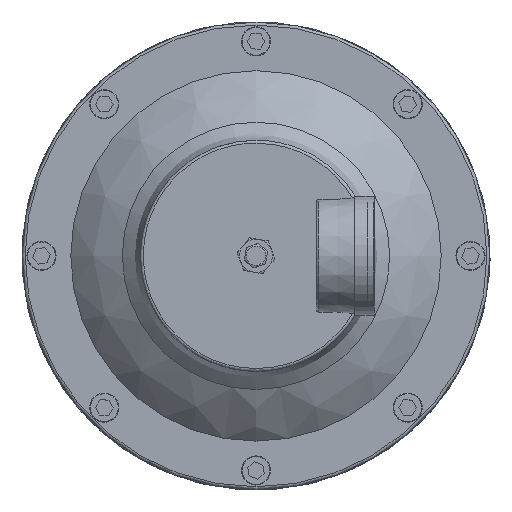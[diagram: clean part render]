
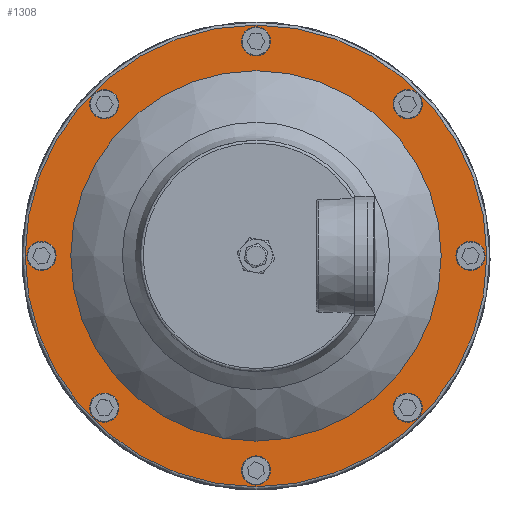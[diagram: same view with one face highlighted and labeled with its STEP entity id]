
A CAD part, top view. The second image highlights one B-rep face of the part: STEP entity #1308.
In plain terms, the highlighted planar face has unit normal (0, 0, 1).
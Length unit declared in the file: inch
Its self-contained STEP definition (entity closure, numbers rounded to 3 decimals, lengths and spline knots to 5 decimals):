
#1193=CARTESIAN_POINT('',(0.,-1.5905,11.1714));
#1194=DIRECTION('',(0.0,0.0,1.0));
#1195=DIRECTION('',(1.0,0.0,0.0));
#1196=AXIS2_PLACEMENT_3D('',#1193,#1194,#1195);
#1197=PLANE('',#1196);
#1198=CARTESIAN_POINT('',(0.,-3.965,11.1714));
#1199=VERTEX_POINT('',#1198);
#1200=CARTESIAN_POINT('',(0.,0.,11.1714));
#1201=DIRECTION('',(0.0,0.0,-1.0));
#1202=DIRECTION('',(0.0,1.0,0.0));
#1203=AXIS2_PLACEMENT_3D('',#1200,#1201,#1202);
#1204=CIRCLE('',#1203,3.965);
#1205=EDGE_CURVE('',#1199,#1199,#1204,.T.);
#1206=ORIENTED_EDGE('',*,*,#1205,.F.);
#1207=EDGE_LOOP('',(#1206));
#1208=FACE_OUTER_BOUND('',#1207,.T.);
#1209=CARTESIAN_POINT('',(-0.25,3.68602,11.1714));
#1210=VERTEX_POINT('',#1209);
#1211=CARTESIAN_POINT('',(0.,3.685,11.1714));
#1212=DIRECTION('',(0.0,0.0,1.));
#1213=DIRECTION('',(1.,-0.004,0.0));
#1214=AXIS2_PLACEMENT_3D('',#1211,#1212,#1213);
#1215=CIRCLE('',#1214,0.25);
#1216=EDGE_CURVE('',#1210,#1210,#1215,.T.);
#1217=ORIENTED_EDGE('',*,*,#1216,.F.);
#1218=EDGE_LOOP('',(#1217));
#1219=FACE_BOUND('',#1218,.T.);
#1220=CARTESIAN_POINT('',(2.51258,2.8377,11.1714));
#1221=VERTEX_POINT('',#1220);
#1222=CARTESIAN_POINT('',(2.60569,2.60569,11.1714));
#1223=DIRECTION('',(0.0,0.0,1.0));
#1224=DIRECTION('',(0.372,-0.928,0.0));
#1225=AXIS2_PLACEMENT_3D('',#1222,#1223,#1224);
#1226=CIRCLE('',#1225,0.25);
#1227=EDGE_CURVE('',#1221,#1221,#1226,.T.);
#1228=ORIENTED_EDGE('',*,*,#1227,.F.);
#1229=EDGE_LOOP('',(#1228));
#1230=FACE_BOUND('',#1229,.T.);
#1231=CARTESIAN_POINT('',(-2.73065,2.38916,11.1714));
#1232=VERTEX_POINT('',#1231);
#1233=CARTESIAN_POINT('',(-2.60569,2.60569,11.1714));
#1234=DIRECTION('',(0.0,0.0,1.));
#1235=DIRECTION('',(0.5,0.866,0.0));
#1236=AXIS2_PLACEMENT_3D('',#1233,#1234,#1235);
#1237=CIRCLE('',#1236,0.25);
#1238=EDGE_CURVE('',#1232,#1232,#1237,.T.);
#1239=ORIENTED_EDGE('',*,*,#1238,.F.);
#1240=EDGE_LOOP('',(#1239));
#1241=FACE_BOUND('',#1240,.T.);
#1242=CARTESIAN_POINT('',(-3.4386,0.04226,11.1714));
#1243=VERTEX_POINT('',#1242);
#1244=CARTESIAN_POINT('',(-3.685,0.,11.1714));
#1245=DIRECTION('',(0.0,0.0,1.0));
#1246=DIRECTION('',(-0.986,-0.169,0.0));
#1247=AXIS2_PLACEMENT_3D('',#1244,#1245,#1246);
#1248=CIRCLE('',#1247,0.25);
#1249=EDGE_CURVE('',#1243,#1243,#1248,.T.);
#1250=ORIENTED_EDGE('',*,*,#1249,.F.);
#1251=EDGE_LOOP('',(#1250));
#1252=FACE_BOUND('',#1251,.T.);
#1253=CARTESIAN_POINT('',(-2.85548,-2.59558,11.1714));
#1254=VERTEX_POINT('',#1253);
#1255=CARTESIAN_POINT('',(-2.60569,-2.60569,11.1714));
#1256=DIRECTION('',(0.0,0.0,1.));
#1257=DIRECTION('',(0.999,-0.04,0.0));
#1258=AXIS2_PLACEMENT_3D('',#1255,#1256,#1257);
#1259=CIRCLE('',#1258,0.25);
#1260=EDGE_CURVE('',#1254,#1254,#1259,.T.);
#1261=ORIENTED_EDGE('',*,*,#1260,.F.);
#1262=EDGE_LOOP('',(#1261));
#1263=FACE_BOUND('',#1262,.T.);
#1264=CARTESIAN_POINT('',(3.60071,-0.23536,11.1714));
#1265=VERTEX_POINT('',#1264);
#1266=CARTESIAN_POINT('',(3.685,0.,11.1714));
#1267=DIRECTION('',(0.0,0.0,1.));
#1268=DIRECTION('',(0.337,0.941,0.0));
#1269=AXIS2_PLACEMENT_3D('',#1266,#1267,#1268);
#1270=CIRCLE('',#1269,0.25);
#1271=EDGE_CURVE('',#1265,#1265,#1270,.T.);
#1272=ORIENTED_EDGE('',*,*,#1271,.F.);
#1273=EDGE_LOOP('',(#1272));
#1274=FACE_BOUND('',#1273,.T.);
#1275=CARTESIAN_POINT('',(2.85554,-2.61418,11.1714));
#1276=VERTEX_POINT('',#1275);
#1277=CARTESIAN_POINT('',(2.60569,-2.60569,11.1714));
#1278=DIRECTION('',(0.0,0.0,1.0));
#1279=DIRECTION('',(-0.999,0.034,0.0));
#1280=AXIS2_PLACEMENT_3D('',#1277,#1278,#1279);
#1281=CIRCLE('',#1280,0.25);
#1282=EDGE_CURVE('',#1276,#1276,#1281,.T.);
#1283=ORIENTED_EDGE('',*,*,#1282,.F.);
#1284=EDGE_LOOP('',(#1283));
#1285=FACE_BOUND('',#1284,.T.);
#1286=CARTESIAN_POINT('',(0.03441,-3.93262,11.1714));
#1287=VERTEX_POINT('',#1286);
#1288=CARTESIAN_POINT('',(0.,-3.685,11.1714));
#1289=DIRECTION('',(0.0,0.0,1.));
#1290=DIRECTION('',(-0.138,0.99,0.0));
#1291=AXIS2_PLACEMENT_3D('',#1288,#1289,#1290);
#1292=CIRCLE('',#1291,0.25);
#1293=EDGE_CURVE('',#1287,#1287,#1292,.T.);
#1294=ORIENTED_EDGE('',*,*,#1293,.F.);
#1295=EDGE_LOOP('',(#1294));
#1296=FACE_BOUND('',#1295,.T.);
#1297=CARTESIAN_POINT('',(0.,-3.181,11.1714));
#1298=VERTEX_POINT('',#1297);
#1299=CARTESIAN_POINT('',(0.,0.,11.1714));
#1300=DIRECTION('',(0.0,0.0,-1.0));
#1301=DIRECTION('',(1.0,0.0,0.0));
#1302=AXIS2_PLACEMENT_3D('',#1299,#1300,#1301);
#1303=CIRCLE('',#1302,3.181);
#1304=EDGE_CURVE('',#1298,#1298,#1303,.T.);
#1305=ORIENTED_EDGE('',*,*,#1304,.T.);
#1306=EDGE_LOOP('',(#1305));
#1307=FACE_BOUND('',#1306,.T.);
#1308=ADVANCED_FACE('',(#1208,#1219,#1230,#1241,#1252,#1263,#1274,#1285,#1296,#1307),#1197,.T.);
